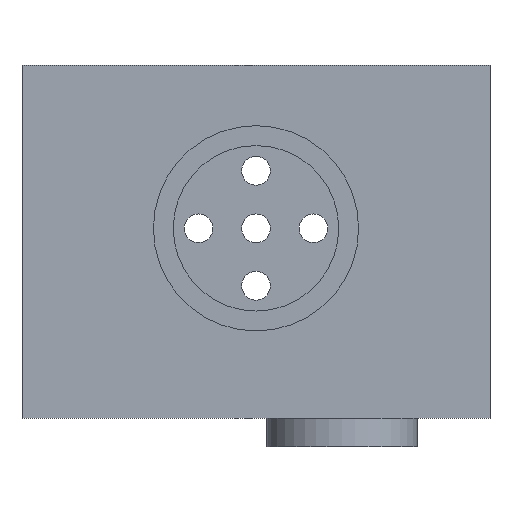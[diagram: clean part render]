
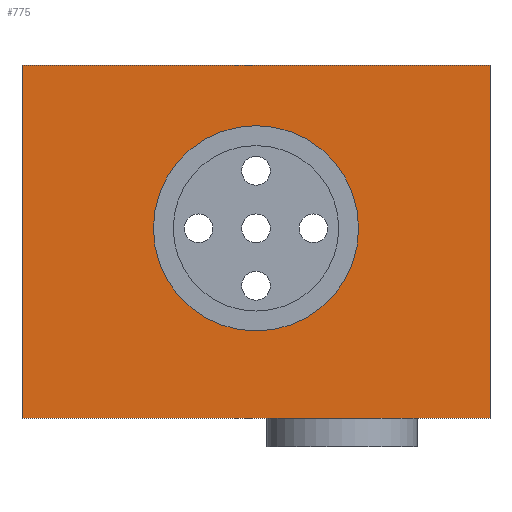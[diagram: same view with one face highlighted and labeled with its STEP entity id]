
A CAD part, front view. The second image highlights one B-rep face of the part: STEP entity #775.
In plain terms, the highlighted planar face has unit normal (0, -1, 0).
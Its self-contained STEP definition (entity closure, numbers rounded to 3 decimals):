
#35=FACE_BOUND('',#141,.T.);
#53=PLANE('',#847);
#88=FACE_OUTER_BOUND('',#140,.T.);
#140=EDGE_LOOP('',(#598,#599,#600,#601));
#141=EDGE_LOOP('',(#602));
#197=LINE('',#1176,#276);
#199=LINE('',#1180,#278);
#200=LINE('',#1182,#279);
#201=LINE('',#1183,#280);
#276=VECTOR('',#964,10.);
#278=VECTOR('',#968,10.);
#279=VECTOR('',#969,10.);
#280=VECTOR('',#970,10.);
#353=CIRCLE('',#844,12.5);
#379=VERTEX_POINT('',#1152);
#388=VERTEX_POINT('',#1173);
#389=VERTEX_POINT('',#1175);
#390=VERTEX_POINT('',#1179);
#391=VERTEX_POINT('',#1181);
#457=EDGE_CURVE('',#379,#379,#353,.T.);
#467=EDGE_CURVE('',#389,#388,#197,.T.);
#469=EDGE_CURVE('',#388,#390,#199,.T.);
#470=EDGE_CURVE('',#390,#391,#200,.T.);
#471=EDGE_CURVE('',#391,#389,#201,.T.);
#598=ORIENTED_EDGE('',*,*,#469,.T.);
#599=ORIENTED_EDGE('',*,*,#470,.T.);
#600=ORIENTED_EDGE('',*,*,#471,.T.);
#601=ORIENTED_EDGE('',*,*,#467,.T.);
#602=ORIENTED_EDGE('',*,*,#457,.T.);
#775=ADVANCED_FACE('',(#88,#35),#53,.T.);
#844=AXIS2_PLACEMENT_3D('',#1154,#949,#950);
#847=AXIS2_PLACEMENT_3D('',#1178,#966,#967);
#949=DIRECTION('center_axis',(0.,1.,0.));
#950=DIRECTION('ref_axis',(-1.,0.,0.));
#964=DIRECTION('',(-1.,0.,0.));
#966=DIRECTION('center_axis',(0.,-1.,0.));
#967=DIRECTION('ref_axis',(0.,0.,-1.));
#968=DIRECTION('',(0.,0.,-1.));
#969=DIRECTION('',(1.,0.,0.));
#970=DIRECTION('',(0.,0.,1.));
#1152=CARTESIAN_POINT('',(41.,-5.5,23.125));
#1154=CARTESIAN_POINT('Origin',(28.5,-5.5,23.125));
#1173=CARTESIAN_POINT('',(0.,-5.5,43.));
#1175=CARTESIAN_POINT('',(57.,-5.5,43.));
#1176=CARTESIAN_POINT('',(57.,-5.5,43.));
#1178=CARTESIAN_POINT('Origin',(28.5,-5.5,21.5));
#1179=CARTESIAN_POINT('',(0.,-5.5,0.));
#1180=CARTESIAN_POINT('',(0.,-5.5,43.));
#1181=CARTESIAN_POINT('',(57.,-5.5,0.));
#1182=CARTESIAN_POINT('',(0.,-5.5,0.));
#1183=CARTESIAN_POINT('',(57.,-5.5,0.));
